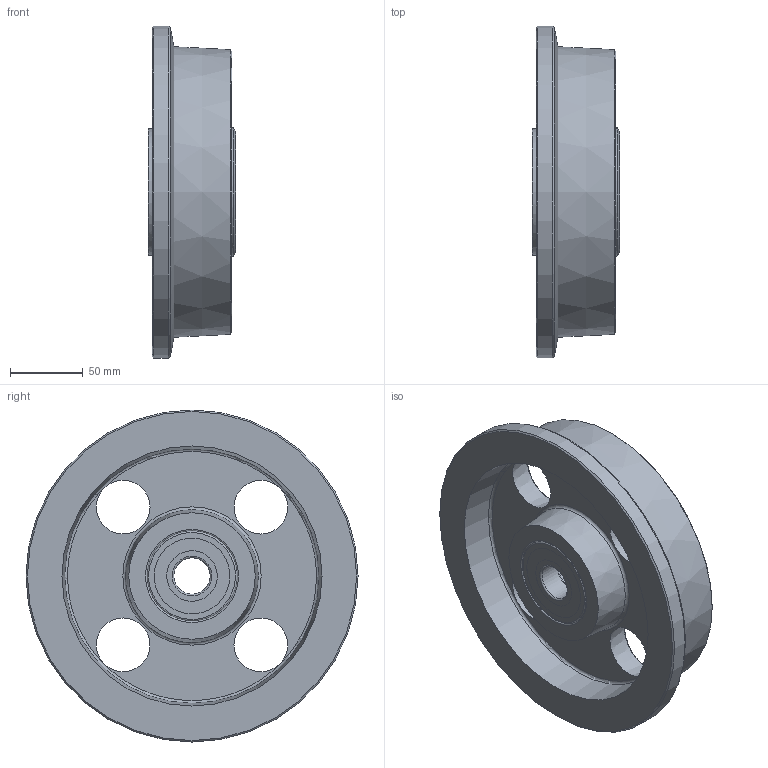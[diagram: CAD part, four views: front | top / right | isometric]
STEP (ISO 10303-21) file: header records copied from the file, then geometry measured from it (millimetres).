
FILE_DESCRIPTION (( 'STEP AP214' ), '1' );
FILE_NAME ('0023947_SPG-200-55-60-K25.step', '2018-04-27T10:59:39', ( '' ), ( '' ), 'SwSTEP 2.0', 'SolidWorks 2018', '' );
FILE_SCHEMA (( 'AUTOMOTIVE_DESIGN' ));
Length unit declared in the file: millimetre
Products named in the file (1): 0023947_SPG-200-55-60-K25
Bounding box: 60 x 228.5 x 228.5 mm (x, y, z)
Volume: 1019071.1 mm3; surface area: 193735.2 mm2
Topology: 11 solids, 11 shells, 168 faces, 375 edges, 234 vertices
Faces by surface type: bspline 41, plane 38, cylinder 38, torus 35, cone 16
Full cylindrical faces by diameter (mm): 5.7 x1, 25 x2, 34.805 x8, 37.062 x4, 42.5 x1, 49.938 x4, 52.195 x8, 62 x4, 228.5 x1
Entity records: 7574 total; most frequent: CARTESIAN_POINT 2465, DIRECTION 644, ORIENTED_EDGE 548, AXIS2_PLACEMENT_3D 317, EDGE_CURVE 274, EDGE_LOOP 268, FACE_OUTER_BOUND 215, VERTEX_POINT 200
